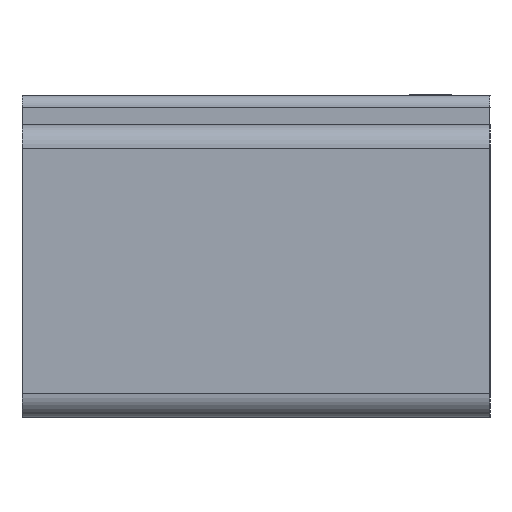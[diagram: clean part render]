
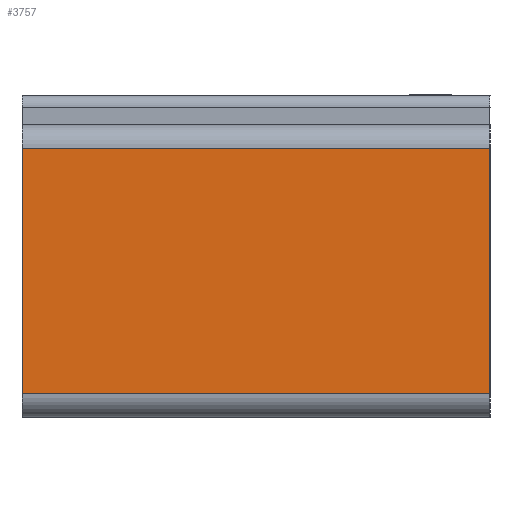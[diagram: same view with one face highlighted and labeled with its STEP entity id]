
A CAD part, left-side view. The second image highlights one B-rep face of the part: STEP entity #3757.
In plain terms, the highlighted planar face has unit normal (-1, 0, 0).
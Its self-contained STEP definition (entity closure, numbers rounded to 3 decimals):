
#278=PLANE('',#4001);
#420=FACE_OUTER_BOUND('',#635,.T.);
#635=EDGE_LOOP('',(#2691,#2692,#2693,#2694));
#872=LINE('',#5028,#1273);
#874=LINE('',#5034,#1275);
#875=LINE('',#5036,#1276);
#876=LINE('',#5037,#1277);
#1273=VECTOR('',#4252,0.8);
#1275=VECTOR('',#4258,0.42);
#1276=VECTOR('',#4259,0.8);
#1277=VECTOR('',#4260,0.42);
#1701=VERTEX_POINT('',#5025);
#1702=VERTEX_POINT('',#5027);
#1704=VERTEX_POINT('',#5033);
#1705=VERTEX_POINT('',#5035);
#2089=EDGE_CURVE('',#1701,#1702,#872,.T.);
#2092=EDGE_CURVE('',#1701,#1704,#874,.T.);
#2093=EDGE_CURVE('',#1705,#1704,#875,.T.);
#2094=EDGE_CURVE('',#1702,#1705,#876,.T.);
#2691=ORIENTED_EDGE('',*,*,#2089,.F.);
#2692=ORIENTED_EDGE('',*,*,#2092,.T.);
#2693=ORIENTED_EDGE('',*,*,#2093,.F.);
#2694=ORIENTED_EDGE('',*,*,#2094,.F.);
#3757=ADVANCED_FACE('',(#420),#278,.T.);
#4001=AXIS2_PLACEMENT_3D('',#5032,#4256,#4257);
#4252=DIRECTION('',(0.,1.,0.));
#4256=DIRECTION('center_axis',(-1.,0.,0.));
#4257=DIRECTION('ref_axis',(0.,-1.,0.));
#4258=DIRECTION('',(0.,0.,1.));
#4259=DIRECTION('',(0.,-1.,0.));
#4260=DIRECTION('',(0.,0.,1.));
#5025=CARTESIAN_POINT('',(-0.8,-0.4,0.04));
#5027=CARTESIAN_POINT('',(-0.8,0.4,0.04));
#5028=CARTESIAN_POINT('',(-0.8,0.2,0.04));
#5032=CARTESIAN_POINT('Origin',(-0.8,0.4,0.));
#5033=CARTESIAN_POINT('',(-0.8,-0.4,0.46));
#5034=CARTESIAN_POINT('',(-0.8,-0.4,0.));
#5035=CARTESIAN_POINT('',(-0.8,0.4,0.46));
#5036=CARTESIAN_POINT('',(-0.8,0.,0.46));
#5037=CARTESIAN_POINT('',(-0.8,0.4,0.));
